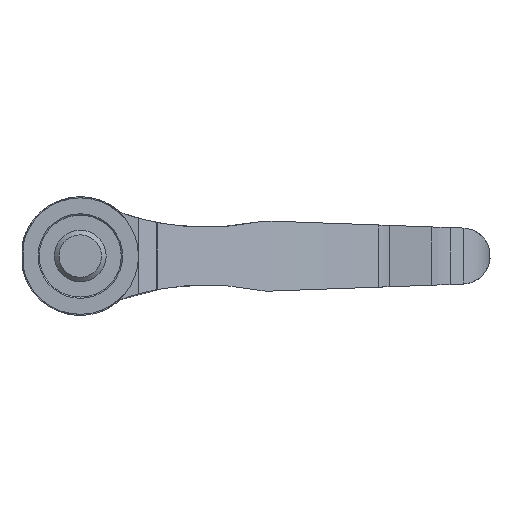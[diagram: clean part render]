
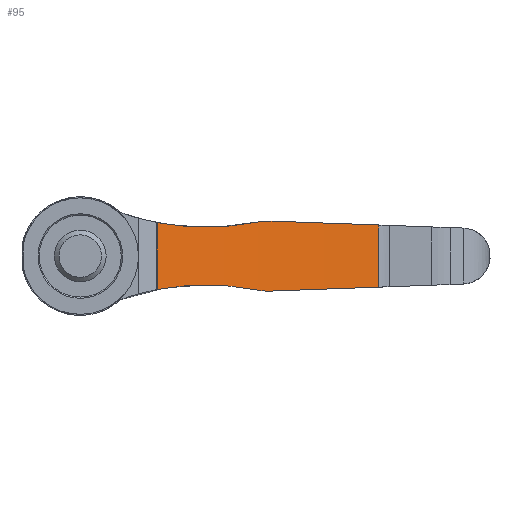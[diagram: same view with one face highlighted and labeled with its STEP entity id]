
A CAD part, front view. The second image highlights one B-rep face of the part: STEP entity #95.
In plain terms, the highlighted cylindrical face has radius 252.32 mm (diameter 504.64 mm), a partial arc.
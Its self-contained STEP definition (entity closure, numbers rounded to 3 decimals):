
#95 = ADVANCED_FACE( '', ( #238 ), #239, .F. );
#238 = FACE_OUTER_BOUND( '', #438, .T. );
#239 = CYLINDRICAL_SURFACE( '', #439, 252.32 );
#438 = EDGE_LOOP( '', ( #662, #663, #664, #665, #666, #667, #668, #669 ) );
#439 = AXIS2_PLACEMENT_3D( '', #670, #671, #672 );
#662 = ORIENTED_EDGE( '', *, *, #1155, .T. );
#663 = ORIENTED_EDGE( '', *, *, #1125, .F. );
#664 = ORIENTED_EDGE( '', *, *, #1156, .T. );
#665 = ORIENTED_EDGE( '', *, *, #1157, .T. );
#666 = ORIENTED_EDGE( '', *, *, #1158, .F. );
#667 = ORIENTED_EDGE( '', *, *, #1159, .T. );
#668 = ORIENTED_EDGE( '', *, *, #1160, .T. );
#669 = ORIENTED_EDGE( '', *, *, #1161, .F. );
#670 = CARTESIAN_POINT( '', ( 132.162, -195.671, 27.5 ) );
#671 = DIRECTION( '', ( 0., 0., 1. ) );
#672 = DIRECTION( '', ( -1., 0., 0. ) );
#1125 = EDGE_CURVE( '', #1322, #1324, #1325, .T. );
#1155 = EDGE_CURVE( '', #1376, #1324, #1377, .T. );
#1156 = EDGE_CURVE( '', #1322, #1378, #1379, .T. );
#1157 = EDGE_CURVE( '', #1378, #1380, #1381, .F. );
#1158 = EDGE_CURVE( '', #1382, #1380, #1383, .T. );
#1159 = EDGE_CURVE( '', #1382, #1384, #1385, .F. );
#1160 = EDGE_CURVE( '', #1384, #1386, #1387, .T. );
#1161 = EDGE_CURVE( '', #1376, #1386, #1388, .T. );
#1322 = VERTEX_POINT( '', #1616 );
#1324 = VERTEX_POINT( '', #1619 );
#1325 = B_SPLINE_CURVE_WITH_KNOTS( '', 3, ( #1620, #1621, #1622, #1623, #1624, #1625 ), .UNSPECIFIED., .F., .F., ( 4, 2, 4 ), ( 0., 0.013, 0.025 ), .UNSPECIFIED. );
#1376 = VERTEX_POINT( '', #1751 );
#1377 = LINE( '', #1752, #1753 );
#1378 = VERTEX_POINT( '', #1754 );
#1379 = B_SPLINE_CURVE_WITH_KNOTS( '', 3, ( #1755, #1756, #1757, #1758 ), .UNSPECIFIED., .F., .F., ( 4, 4 ), ( 0., 0.003 ), .UNSPECIFIED. );
#1380 = VERTEX_POINT( '', #1759 );
#1381 = ELLIPSE( '', #1760, 252.486, 252.32 );
#1382 = VERTEX_POINT( '', #1761 );
#1383 = LINE( '', #1762, #1763 );
#1384 = VERTEX_POINT( '', #1764 );
#1385 = ELLIPSE( '', #1765, 252.486, 252.32 );
#1386 = VERTEX_POINT( '', #1766 );
#1387 = B_SPLINE_CURVE_WITH_KNOTS( '', 3, ( #1767, #1768, #1769, #1770 ), .UNSPECIFIED., .F., .F., ( 4, 4 ), ( 0., 0.003 ), .UNSPECIFIED. );
#1388 = B_SPLINE_CURVE_WITH_KNOTS( '', 3, ( #1771, #1772, #1773, #1774, #1775, #1776 ), .UNSPECIFIED., .F., .F., ( 4, 2, 4 ), ( 0., 0.013, 0.025 ), .UNSPECIFIED. );
#1616 = CARTESIAN_POINT( '', ( 41.13, 39.656, -7.875 ) );
#1619 = CARTESIAN_POINT( '', ( 17.866, 29.278, -7.733 ) );
#1620 = CARTESIAN_POINT( '', ( 41.13, 39.656, -7.875 ) );
#1621 = CARTESIAN_POINT( '', ( 37.17, 38.124, -7.043 ) );
#1622 = CARTESIAN_POINT( '', ( 33.25, 36.493, -6.645 ) );
#1623 = CARTESIAN_POINT( '', ( 25.496, 33.033, -6.616 ) );
#1624 = CARTESIAN_POINT( '', ( 21.66, 31.205, -6.984 ) );
#1625 = CARTESIAN_POINT( '', ( 17.866, 29.278, -7.733 ) );
#1751 = CARTESIAN_POINT( '', ( 17.866, 29.278, 7.733 ) );
#1752 = CARTESIAN_POINT( '', ( 17.866, 29.278, 27.5 ) );
#1753 = VECTOR( '', #2345, 1000. );
#1754 = CARTESIAN_POINT( '', ( 43.967, 40.734, -8.117 ) );
#1755 = CARTESIAN_POINT( '', ( 41.13, 39.656, -7.875 ) );
#1756 = CARTESIAN_POINT( '', ( 42.065, 40.017, -8.071 ) );
#1757 = CARTESIAN_POINT( '', ( 43.011, 40.377, -8.152 ) );
#1758 = CARTESIAN_POINT( '', ( 43.967, 40.734, -8.117 ) );
#1759 = CARTESIAN_POINT( '', ( 69.134, 48.65, -7.203 ) );
#1760 = AXIS2_PLACEMENT_3D( '', #2346, #2347, #2348 );
#1761 = CARTESIAN_POINT( '', ( 69.134, 48.65, 7.203 ) );
#1762 = CARTESIAN_POINT( '', ( 69.134, 48.65, 27.5 ) );
#1763 = VECTOR( '', #2349, 1000. );
#1764 = CARTESIAN_POINT( '', ( 43.967, 40.734, 8.117 ) );
#1765 = AXIS2_PLACEMENT_3D( '', #2350, #2351, #2352 );
#1766 = CARTESIAN_POINT( '', ( 41.13, 39.656, 7.875 ) );
#1767 = CARTESIAN_POINT( '', ( 43.967, 40.734, 8.117 ) );
#1768 = CARTESIAN_POINT( '', ( 43.011, 40.377, 8.152 ) );
#1769 = CARTESIAN_POINT( '', ( 42.065, 40.017, 8.071 ) );
#1770 = CARTESIAN_POINT( '', ( 41.13, 39.656, 7.875 ) );
#1771 = CARTESIAN_POINT( '', ( 17.866, 29.278, 7.733 ) );
#1772 = CARTESIAN_POINT( '', ( 21.66, 31.205, 6.984 ) );
#1773 = CARTESIAN_POINT( '', ( 25.496, 33.033, 6.616 ) );
#1774 = CARTESIAN_POINT( '', ( 33.25, 36.493, 6.645 ) );
#1775 = CARTESIAN_POINT( '', ( 37.17, 38.124, 7.043 ) );
#1776 = CARTESIAN_POINT( '', ( 41.13, 39.656, 7.875 ) );
#2345 = DIRECTION( '', ( 0., 0., -1. ) );
#2346 = CARTESIAN_POINT( '', ( 132.162, -195.671, -4.914 ) );
#2347 = DIRECTION( '', ( -0.036, 0., 0.999 ) );
#2348 = DIRECTION( '', ( -0.999, 0., -0.036 ) );
#2349 = DIRECTION( '', ( 0., 0., -1. ) );
#2350 = CARTESIAN_POINT( '', ( 132.162, -195.671, 4.914 ) );
#2351 = DIRECTION( '', ( -0.036, 0., -0.999 ) );
#2352 = DIRECTION( '', ( 0.999, 0., -0.036 ) );
